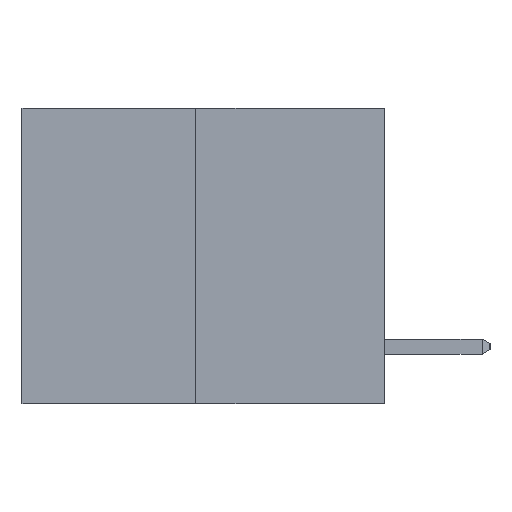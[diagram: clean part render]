
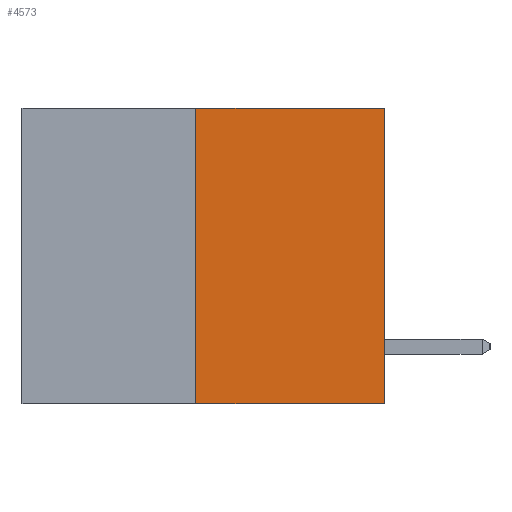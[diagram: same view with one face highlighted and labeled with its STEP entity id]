
A CAD part, left-side view. The second image highlights one B-rep face of the part: STEP entity #4573.
In plain terms, the highlighted planar face has unit normal (-1, 0, 0).
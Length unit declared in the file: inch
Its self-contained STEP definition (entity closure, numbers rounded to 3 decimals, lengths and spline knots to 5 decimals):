
#280 = CARTESIAN_POINT ( 'NONE',  ( 0., 0.312, 0. ) ) ;
#522 = DIRECTION ( 'NONE',  ( 0., 0., 1. ) ) ;
#564 = FACE_OUTER_BOUND ( 'NONE', #783, .T. ) ;
#783 = EDGE_LOOP ( 'NONE', ( #7699, #2854, #9304, #6127 ) ) ;
#1139 = VERTEX_POINT ( 'NONE', #1586 ) ;
#1198 = EDGE_CURVE ( 'NONE', #10849, #1139, #3340, .T. ) ;
#1586 = CARTESIAN_POINT ( 'NONE',  ( 0., 0., 0. ) ) ;
#1595 = DIRECTION ( 'NONE',  ( 0., -1., 0. ) ) ;
#1615 = LINE ( 'NONE', #11858, #8591 ) ;
#2281 = DIRECTION ( 'NONE',  ( 0., 0., 1. ) ) ;
#2854 = ORIENTED_EDGE ( 'NONE', *, *, #10405, .T. ) ;
#2936 = PLANE ( 'NONE',  #5379 ) ;
#3340 = LINE ( 'NONE', #5856, #12229 ) ;
#4353 = CARTESIAN_POINT ( 'NONE',  ( 0., 0.312, -0.49 ) ) ;
#4529 = VECTOR ( 'NONE', #1595, 39.37008 ) ;
#4573 = ADVANCED_FACE ( 'NONE', ( #564 ), #2936, .F. ) ;
#4918 = EDGE_CURVE ( 'NONE', #7256, #10849, #12846, .T. ) ;
#5379 = AXIS2_PLACEMENT_3D ( 'NONE', #9056, #11117, #10185 ) ;
#5856 = CARTESIAN_POINT ( 'NONE',  ( 0., 0.6, 0. ) ) ;
#6127 = ORIENTED_EDGE ( 'NONE', *, *, #1198, .F. ) ;
#7256 = VERTEX_POINT ( 'NONE', #7783 ) ;
#7560 = EDGE_CURVE ( 'NONE', #12658, #1139, #1615, .T. ) ;
#7699 = ORIENTED_EDGE ( 'NONE', *, *, #4918, .F. ) ;
#7783 = CARTESIAN_POINT ( 'NONE',  ( 0., 0.312, -0.49 ) ) ;
#8591 = VECTOR ( 'NONE', #522, 39.37008 ) ;
#8667 = VECTOR ( 'NONE', #2281, 39.37008 ) ;
#8953 = DIRECTION ( 'NONE',  ( 0., -1., 0. ) ) ;
#9056 = CARTESIAN_POINT ( 'NONE',  ( 0., 0.6, 0. ) ) ;
#9304 = ORIENTED_EDGE ( 'NONE', *, *, #7560, .T. ) ;
#10185 = DIRECTION ( 'NONE',  ( 0., 0., -1. ) ) ;
#10405 = EDGE_CURVE ( 'NONE', #7256, #12658, #10532, .T. ) ;
#10532 = LINE ( 'NONE', #13061, #4529 ) ;
#10849 = VERTEX_POINT ( 'NONE', #280 ) ;
#11117 = DIRECTION ( 'NONE',  ( 1., 0., 0. ) ) ;
#11614 = CARTESIAN_POINT ( 'NONE',  ( 0., 0., -0.49 ) ) ;
#11858 = CARTESIAN_POINT ( 'NONE',  ( 0., 0., 0. ) ) ;
#12229 = VECTOR ( 'NONE', #8953, 39.37008 ) ;
#12658 = VERTEX_POINT ( 'NONE', #11614 ) ;
#12846 = LINE ( 'NONE', #4353, #8667 ) ;
#13061 = CARTESIAN_POINT ( 'NONE',  ( 0., 0.6, -0.49 ) ) ;
